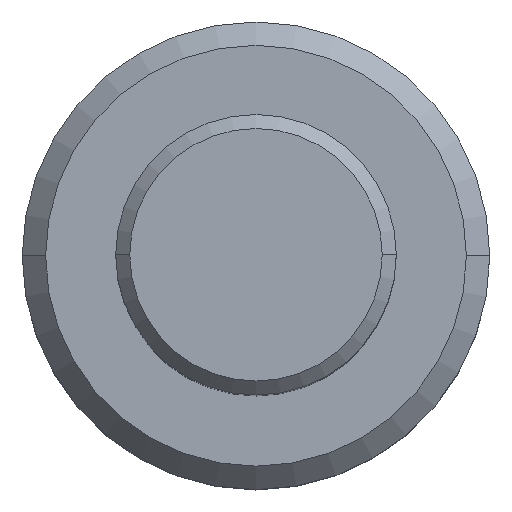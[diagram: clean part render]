
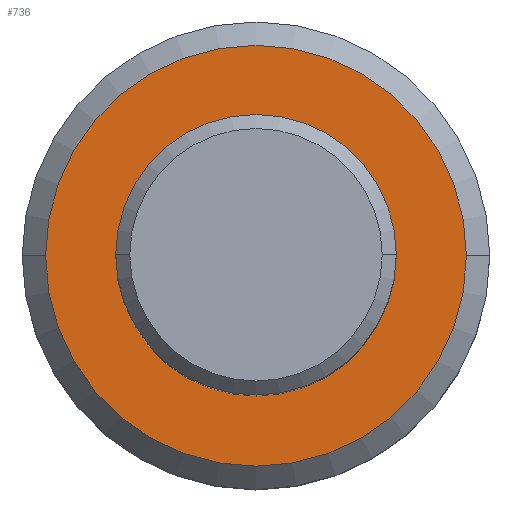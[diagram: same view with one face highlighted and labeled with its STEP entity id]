
A CAD part, top view. The second image highlights one B-rep face of the part: STEP entity #736.
In plain terms, the highlighted planar face has unit normal (0, 0, 1).
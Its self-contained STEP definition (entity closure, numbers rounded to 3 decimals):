
#7 = AXIS2_PLACEMENT_3D ( 'NONE', #201, #272, #205 ) ;
#25 = CARTESIAN_POINT ( 'NONE',  ( 4.5, 0., -12. ) ) ;
#28 = AXIS2_PLACEMENT_3D ( 'NONE', #276, #31, #803 ) ;
#31 = DIRECTION ( 'NONE',  ( 0., 0., 1. ) ) ;
#80 = CIRCLE ( 'NONE', #28, 4.5 ) ;
#98 = ORIENTED_EDGE ( 'NONE', *, *, #277, .F. ) ;
#113 = DIRECTION ( 'NONE',  ( -1., 0., 0. ) ) ;
#117 = CARTESIAN_POINT ( 'NONE',  ( 0., 0., -12. ) ) ;
#118 = EDGE_CURVE ( 'NONE', #637, #145, #80, .T. ) ;
#145 = VERTEX_POINT ( 'NONE', #477 ) ;
#164 = EDGE_LOOP ( 'NONE', ( #264, #278 ) ) ;
#172 = DIRECTION ( 'NONE',  ( -1., 0., 0. ) ) ;
#178 = PLANE ( 'NONE',  #292 ) ;
#201 = CARTESIAN_POINT ( 'NONE',  ( 0., 0., -12. ) ) ;
#202 = VERTEX_POINT ( 'NONE', #421 ) ;
#205 = DIRECTION ( 'NONE',  ( -1., 0., 0. ) ) ;
#264 = ORIENTED_EDGE ( 'NONE', *, *, #537, .T. ) ;
#272 = DIRECTION ( 'NONE',  ( 0., 0., 1. ) ) ;
#276 = CARTESIAN_POINT ( 'NONE',  ( 0., 0., -12. ) ) ;
#277 = EDGE_CURVE ( 'NONE', #202, #573, #562, .T. ) ;
#278 = ORIENTED_EDGE ( 'NONE', *, *, #118, .T. ) ;
#292 = AXIS2_PLACEMENT_3D ( 'NONE', #840, #633, #502 ) ;
#351 = CIRCLE ( 'NONE', #509, 3. ) ;
#359 = EDGE_CURVE ( 'NONE', #573, #202, #351, .T. ) ;
#378 = FACE_OUTER_BOUND ( 'NONE', #164, .T. ) ;
#381 = AXIS2_PLACEMENT_3D ( 'NONE', #833, #569, #172 ) ;
#421 = CARTESIAN_POINT ( 'NONE',  ( 3., 0., -12. ) ) ;
#477 = CARTESIAN_POINT ( 'NONE',  ( -4.5, 0., -12. ) ) ;
#502 = DIRECTION ( 'NONE',  ( 0., -1., 0. ) ) ;
#509 = AXIS2_PLACEMENT_3D ( 'NONE', #117, #628, #113 ) ;
#537 = EDGE_CURVE ( 'NONE', #145, #637, #784, .T. ) ;
#562 = CIRCLE ( 'NONE', #381, 3. ) ;
#569 = DIRECTION ( 'NONE',  ( 0., 0., 1. ) ) ;
#573 = VERTEX_POINT ( 'NONE', #613 ) ;
#613 = CARTESIAN_POINT ( 'NONE',  ( -3., 0., -12. ) ) ;
#628 = DIRECTION ( 'NONE',  ( 0., 0., 1. ) ) ;
#633 = DIRECTION ( 'NONE',  ( 0., 0., -1. ) ) ;
#637 = VERTEX_POINT ( 'NONE', #25 ) ;
#693 = FACE_BOUND ( 'NONE', #751, .T. ) ;
#736 = ADVANCED_FACE ( 'NONE', ( #693, #378 ), #178, .F. ) ;
#751 = EDGE_LOOP ( 'NONE', ( #98, #821 ) ) ;
#784 = CIRCLE ( 'NONE', #7, 4.5 ) ;
#803 = DIRECTION ( 'NONE',  ( -1., 0., 0. ) ) ;
#821 = ORIENTED_EDGE ( 'NONE', *, *, #359, .F. ) ;
#833 = CARTESIAN_POINT ( 'NONE',  ( 0., 0., -12. ) ) ;
#840 = CARTESIAN_POINT ( 'NONE',  ( 0., 0., -12. ) ) ;
